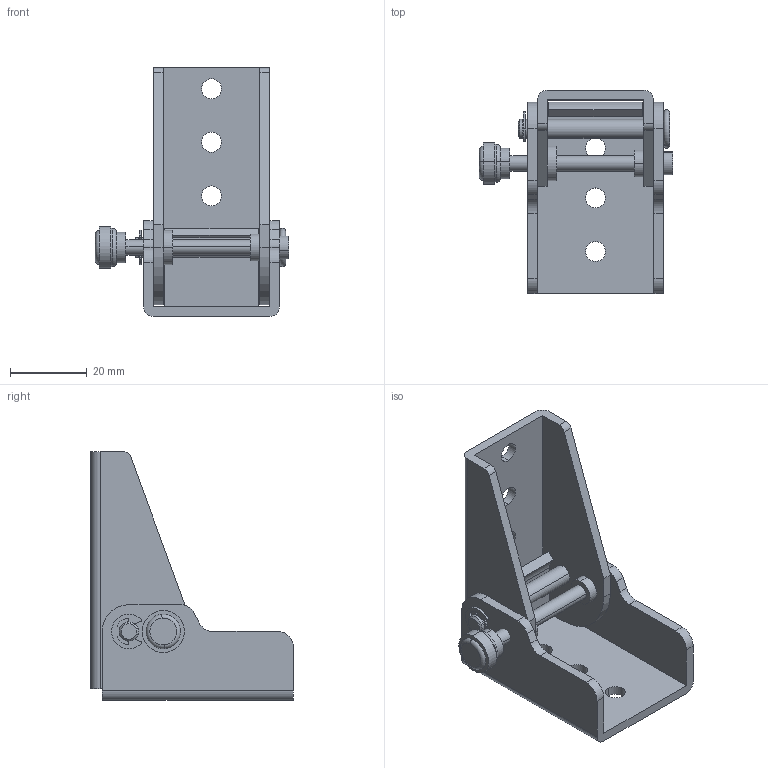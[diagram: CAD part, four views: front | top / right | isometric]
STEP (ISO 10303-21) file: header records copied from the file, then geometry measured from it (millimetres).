
FILE_DESCRIPTION (( 'STEP AP203' ), '1' );
FILE_NAME ('B-1847-L_.STEP', '2007-03-03T06:19:50', ( ' ' ), ( ' ' ), 'SwSTEP 2.0', 'SolidWorks 2006104', '' );
FILE_SCHEMA (( 'CONFIG_CONTROL_DESIGN' ));
Length unit declared in the file: millimetre
Products named in the file (8): B-1847-L_R_ストッパーシャフトB_公開用; B-1847-L_R_ストッパーシャフトA_公開用; B-1847-L_; B-1847-L_R_本体_公開用; B-1847-L_摢嵍_棉太倌; B-1847-L_R_僔儍僼僩_棉太倌; 兂4梡E宍巭傔椫_棉太倌; AP-40-12_岞奐梡_棉太倌
Assembly tree (7 placements, depth 2):
  B-1847-L_
    B-1847-L_摢嵍_棉太倌
    AP-40-12_岞奐梡_棉太倌
    B-1847-L_R_ストッパーシャフトB_公開用
    B-1847-L_R_本体_公開用
    兂4梡E宍巭傔椫_棉太倌
    B-1847-L_R_ストッパーシャフトA_公開用
    B-1847-L_R_僔儍僼僩_棉太倌
Bounding box: 50.5 x 53 x 65 mm (x, y, z)
Volume: 21410 mm3; surface area: 19493.3 mm2
Topology: 7 solids, 7 shells, 165 faces, 406 edges, 265 vertices
Faces by surface type: cylinder 92, plane 59, cone 8, torus 6
Entity records: 5850 total; most frequent: DIRECTION 956, CARTESIAN_POINT 858, ORIENTED_EDGE 808, EDGE_CURVE 404, AXIS2_PLACEMENT_3D 379, VERTEX_POINT 265, CIRCLE 204, EDGE_LOOP 203
